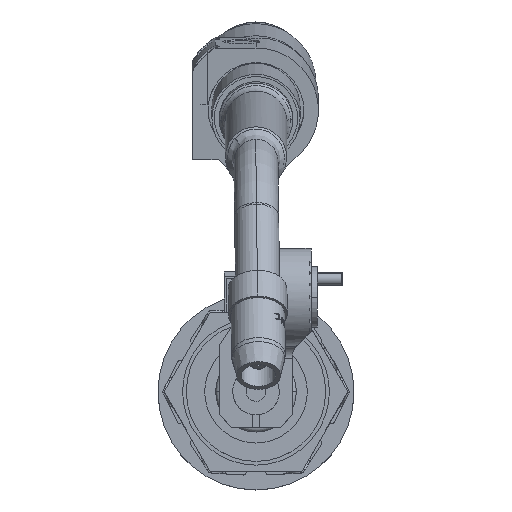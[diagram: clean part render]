
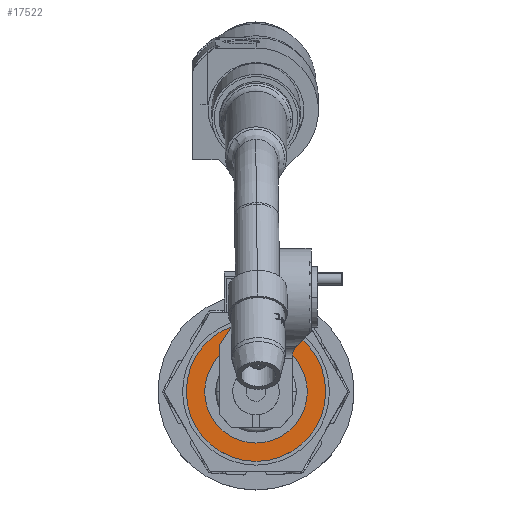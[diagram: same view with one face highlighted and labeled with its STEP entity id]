
A CAD part, top view. The second image highlights one B-rep face of the part: STEP entity #17522.
In plain terms, the highlighted planar face has unit normal (0, 0, 1).
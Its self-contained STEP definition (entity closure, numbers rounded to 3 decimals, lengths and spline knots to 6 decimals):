
#1338 = EDGE_CURVE ( 'NONE', #12056, #29041, #38837, .T. ) ;
#1941 = CARTESIAN_POINT ( 'NONE',  ( -0.013944, 0.005935, 0.024177 ) ) ;
#2280 = CARTESIAN_POINT ( 'NONE',  ( 0.042974, 0.005935, 0.024177 ) ) ;
#3086 = PLANE ( 'NONE',  #26308 ) ;
#4800 = DIRECTION ( 'NONE',  ( 1., 0., 0. ) ) ;
#6431 = DIRECTION ( 'NONE',  ( 1., 0., 0. ) ) ;
#6835 = CIRCLE ( 'NONE', #28964, 0.020959 ) ;
#8775 = CARTESIAN_POINT ( 'NONE',  ( 0.014515, 0.005935, 0.024177 ) ) ;
#12056 = VERTEX_POINT ( 'NONE', #18306 ) ;
#12948 = CARTESIAN_POINT ( 'NONE',  ( 0.014515, 0.005935, 0.024177 ) ) ;
#14592 = ORIENTED_EDGE ( 'NONE', *, *, #32845, .T. ) ;
#15089 = DIRECTION ( 'NONE',  ( 0., 0., 1. ) ) ;
#15108 = CARTESIAN_POINT ( 'NONE',  ( 0.035474, 0.005935, 0.024177 ) ) ;
#17522 = ADVANCED_FACE ( 'NONE', ( #31860, #18810 ), #3086, .T. ) ;
#18306 = CARTESIAN_POINT ( 'NONE',  ( -0.006444, 0.005935, 0.024177 ) ) ;
#18431 = DIRECTION ( 'NONE',  ( 1., 0., 0. ) ) ;
#18592 = DIRECTION ( 'NONE',  ( 0., 0., 1. ) ) ;
#18810 = FACE_BOUND ( 'NONE', #40884, .T. ) ;
#19524 = ORIENTED_EDGE ( 'NONE', *, *, #1338, .F. ) ;
#19781 = VERTEX_POINT ( 'NONE', #2280 ) ;
#19887 = DIRECTION ( 'NONE',  ( 1., 0., 0. ) ) ;
#20710 = AXIS2_PLACEMENT_3D ( 'NONE', #23279, #23899, #4800 ) ;
#21506 = AXIS2_PLACEMENT_3D ( 'NONE', #35525, #38480, #26305 ) ;
#23279 = CARTESIAN_POINT ( 'NONE',  ( 0.014515, 0.005935, 0.024177 ) ) ;
#23899 = DIRECTION ( 'NONE',  ( 0., 0., 1. ) ) ;
#25203 = CARTESIAN_POINT ( 'NONE',  ( 0.014515, 0.005935, 0.024177 ) ) ;
#26305 = DIRECTION ( 'NONE',  ( 1., 0., 0. ) ) ;
#26308 = AXIS2_PLACEMENT_3D ( 'NONE', #12948, #18592, #6431 ) ;
#26677 = AXIS2_PLACEMENT_3D ( 'NONE', #8775, #15089, #18431 ) ;
#28964 = AXIS2_PLACEMENT_3D ( 'NONE', #25203, #38800, #19887 ) ;
#29041 = VERTEX_POINT ( 'NONE', #15108 ) ;
#30028 = CIRCLE ( 'NONE', #26677, 0.028459 ) ;
#31860 = FACE_OUTER_BOUND ( 'NONE', #40135, .T. ) ;
#32845 = EDGE_CURVE ( 'NONE', #19781, #36079, #30028, .T. ) ;
#33349 = ORIENTED_EDGE ( 'NONE', *, *, #40701, .F. ) ;
#33576 = ORIENTED_EDGE ( 'NONE', *, *, #36345, .T. ) ;
#35525 = CARTESIAN_POINT ( 'NONE',  ( 0.014515, 0.005935, 0.024177 ) ) ;
#36079 = VERTEX_POINT ( 'NONE', #1941 ) ;
#36345 = EDGE_CURVE ( 'NONE', #36079, #19781, #36935, .T. ) ;
#36935 = CIRCLE ( 'NONE', #21506, 0.028459 ) ;
#38480 = DIRECTION ( 'NONE',  ( 0., 0., 1. ) ) ;
#38800 = DIRECTION ( 'NONE',  ( 0., 0., 1. ) ) ;
#38837 = CIRCLE ( 'NONE', #20710, 0.020959 ) ;
#40135 = EDGE_LOOP ( 'NONE', ( #33576, #14592 ) ) ;
#40701 = EDGE_CURVE ( 'NONE', #29041, #12056, #6835, .T. ) ;
#40884 = EDGE_LOOP ( 'NONE', ( #19524, #33349 ) ) ;
